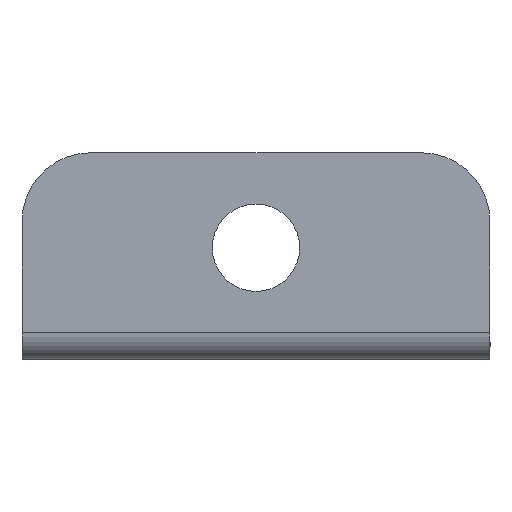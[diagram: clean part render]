
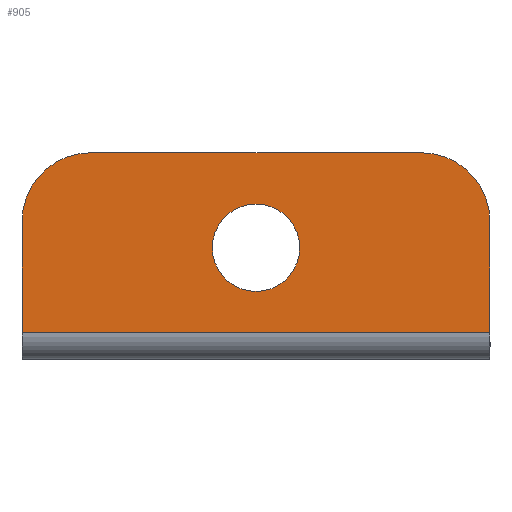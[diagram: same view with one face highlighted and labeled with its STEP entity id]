
A CAD part, front view. The second image highlights one B-rep face of the part: STEP entity #905.
In plain terms, the highlighted planar face has unit normal (0, -1, 0).
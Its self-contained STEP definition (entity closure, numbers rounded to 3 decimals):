
#5 = ORIENTED_EDGE ( 'NONE', *, *, #1270, .T. ) ;
#30 = EDGE_CURVE ( 'NONE', #1697, #197, #1037, .T. ) ;
#70 = EDGE_LOOP ( 'NONE', ( #986, #1995 ) ) ;
#84 = VERTEX_POINT ( 'NONE', #1816 ) ;
#91 = LINE ( 'NONE', #496, #703 ) ;
#110 = CARTESIAN_POINT ( 'NONE',  ( 17., -28.7, 0.737 ) ) ;
#147 = DIRECTION ( 'NONE',  ( 0., 0., 1. ) ) ;
#184 = CARTESIAN_POINT ( 'NONE',  ( -17., -28.7, 0.737 ) ) ;
#197 = VERTEX_POINT ( 'NONE', #184 ) ;
#237 = ORIENTED_EDGE ( 'NONE', *, *, #826, .T. ) ;
#241 = CIRCLE ( 'NONE', #1928, 5. ) ;
#244 = ORIENTED_EDGE ( 'NONE', *, *, #378, .T. ) ;
#246 = CARTESIAN_POINT ( 'NONE',  ( 0., -28.7, 0. ) ) ;
#323 = DIRECTION ( 'NONE',  ( 0., 1., 0. ) ) ;
#378 = EDGE_CURVE ( 'NONE', #565, #1696, #91, .T. ) ;
#438 = VECTOR ( 'NONE', #2024, 1000. ) ;
#447 = VECTOR ( 'NONE', #1770, 1000. ) ;
#455 = CARTESIAN_POINT ( 'NONE',  ( 12., -28.7, 13.8 ) ) ;
#478 = ORIENTED_EDGE ( 'NONE', *, *, #2231, .T. ) ;
#496 = CARTESIAN_POINT ( 'NONE',  ( -17., -28.7, 13.8 ) ) ;
#509 = DIRECTION ( 'NONE',  ( -1., 0., 0. ) ) ;
#541 = LINE ( 'NONE', #551, #438 ) ;
#551 = CARTESIAN_POINT ( 'NONE',  ( 17., -28.7, 13.8 ) ) ;
#565 = VERTEX_POINT ( 'NONE', #455 ) ;
#703 = VECTOR ( 'NONE', #509, 1000. ) ;
#706 = CARTESIAN_POINT ( 'NONE',  ( 0., -28.7, 6.9 ) ) ;
#786 = DIRECTION ( 'NONE',  ( 0., 0., 1. ) ) ;
#813 = AXIS2_PLACEMENT_3D ( 'NONE', #2265, #1544, #1349 ) ;
#826 = EDGE_CURVE ( 'NONE', #1697, #84, #541, .T. ) ;
#875 = DIRECTION ( 'NONE',  ( 0., 0., -1. ) ) ;
#905 = ADVANCED_FACE ( 'NONE', ( #2118, #1929 ), #1916, .F. ) ;
#910 = CARTESIAN_POINT ( 'NONE',  ( 12., -28.7, 8.8 ) ) ;
#986 = ORIENTED_EDGE ( 'NONE', *, *, #2212, .T. ) ;
#1037 = LINE ( 'NONE', #1447, #447 ) ;
#1124 = VERTEX_POINT ( 'NONE', #1898 ) ;
#1129 = CARTESIAN_POINT ( 'NONE',  ( 0., -28.7, 6.9 ) ) ;
#1198 = CIRCLE ( 'NONE', #2049, 3.175 ) ;
#1219 = CARTESIAN_POINT ( 'NONE',  ( -12., -28.7, 13.8 ) ) ;
#1240 = AXIS2_PLACEMENT_3D ( 'NONE', #246, #2297, #2273 ) ;
#1270 = EDGE_CURVE ( 'NONE', #1935, #197, #1952, .T. ) ;
#1349 = DIRECTION ( 'NONE',  ( 0., 0., 1. ) ) ;
#1361 = CIRCLE ( 'NONE', #1441, 3.175 ) ;
#1368 = EDGE_CURVE ( 'NONE', #84, #565, #241, .T. ) ;
#1441 = AXIS2_PLACEMENT_3D ( 'NONE', #1129, #1682, #147 ) ;
#1444 = EDGE_CURVE ( 'NONE', #1124, #2187, #1198, .T. ) ;
#1447 = CARTESIAN_POINT ( 'NONE',  ( 0., -28.7, 0.737 ) ) ;
#1544 = DIRECTION ( 'NONE',  ( 0., -1., 0. ) ) ;
#1641 = CARTESIAN_POINT ( 'NONE',  ( 0., -28.7, 10.075 ) ) ;
#1682 = DIRECTION ( 'NONE',  ( 0., 1., 0. ) ) ;
#1695 = DIRECTION ( 'NONE',  ( 0., -1., 0. ) ) ;
#1696 = VERTEX_POINT ( 'NONE', #1219 ) ;
#1697 = VERTEX_POINT ( 'NONE', #110 ) ;
#1732 = CARTESIAN_POINT ( 'NONE',  ( -17., -28.7, 8.8 ) ) ;
#1770 = DIRECTION ( 'NONE',  ( -1., 0., 0. ) ) ;
#1811 = DIRECTION ( 'NONE',  ( 0., 0., 1. ) ) ;
#1816 = CARTESIAN_POINT ( 'NONE',  ( 17., -28.7, 8.8 ) ) ;
#1865 = CIRCLE ( 'NONE', #813, 5. ) ;
#1898 = CARTESIAN_POINT ( 'NONE',  ( 0., -28.7, 3.725 ) ) ;
#1916 = PLANE ( 'NONE',  #1240 ) ;
#1928 = AXIS2_PLACEMENT_3D ( 'NONE', #910, #1695, #786 ) ;
#1929 = FACE_OUTER_BOUND ( 'NONE', #2301, .T. ) ;
#1935 = VERTEX_POINT ( 'NONE', #1732 ) ;
#1952 = LINE ( 'NONE', #2164, #2026 ) ;
#1995 = ORIENTED_EDGE ( 'NONE', *, *, #1444, .T. ) ;
#2024 = DIRECTION ( 'NONE',  ( 0., 0., 1. ) ) ;
#2026 = VECTOR ( 'NONE', #875, 1000. ) ;
#2049 = AXIS2_PLACEMENT_3D ( 'NONE', #706, #323, #1811 ) ;
#2118 = FACE_BOUND ( 'NONE', #70, .T. ) ;
#2164 = CARTESIAN_POINT ( 'NONE',  ( -17., -28.7, 0. ) ) ;
#2175 = ORIENTED_EDGE ( 'NONE', *, *, #30, .F. ) ;
#2187 = VERTEX_POINT ( 'NONE', #1641 ) ;
#2202 = ORIENTED_EDGE ( 'NONE', *, *, #1368, .T. ) ;
#2212 = EDGE_CURVE ( 'NONE', #2187, #1124, #1361, .T. ) ;
#2231 = EDGE_CURVE ( 'NONE', #1696, #1935, #1865, .T. ) ;
#2265 = CARTESIAN_POINT ( 'NONE',  ( -12., -28.7, 8.8 ) ) ;
#2273 = DIRECTION ( 'NONE',  ( 0., 0., 1. ) ) ;
#2297 = DIRECTION ( 'NONE',  ( 0., 1., 0. ) ) ;
#2301 = EDGE_LOOP ( 'NONE', ( #244, #478, #5, #2175, #237, #2202 ) ) ;
